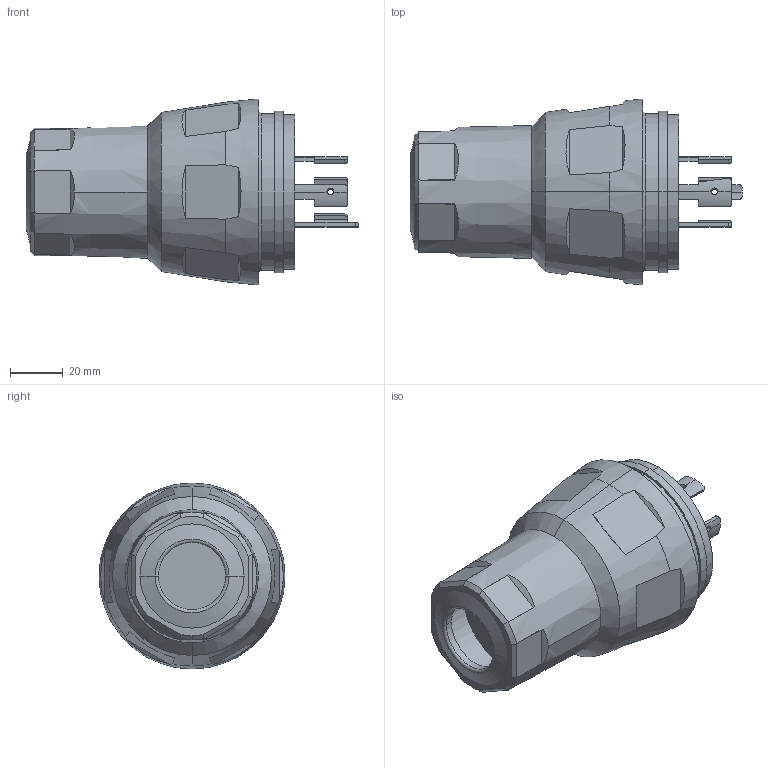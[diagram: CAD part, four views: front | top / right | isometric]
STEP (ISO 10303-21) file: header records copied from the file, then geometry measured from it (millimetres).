
FILE_DESCRIPTION (( 'STEP AP214' ), '1' );
FILE_NAME ('BRY28W76.step', '2016-08-29T18:36:07', ( '' ), ( '' ), 'SwSTEP 2.0', 'SolidWorks 2016', '' );
FILE_SCHEMA (( 'AUTOMOTIVE_DESIGN' ));
Length unit declared in the file: millimetre
Products named in the file (1): BRY28W76
Bounding box: 125.67 x 70.4 x 70.4 mm (x, y, z)
Volume: 239081.6 mm3; surface area: 44886.2 mm2
Topology: 8 solids, 8 shells, 202 faces, 556 edges, 366 vertices
Faces by surface type: plane 116, cylinder 63, cone 21, torus 2
Entity records: 7520 total; most frequent: CARTESIAN_POINT 1909, ORIENTED_EDGE 1112, DIRECTION 972, EDGE_CURVE 556, VERTEX_POINT 366, AXIS2_PLACEMENT_3D 361, LINE 250, VECTOR 250
